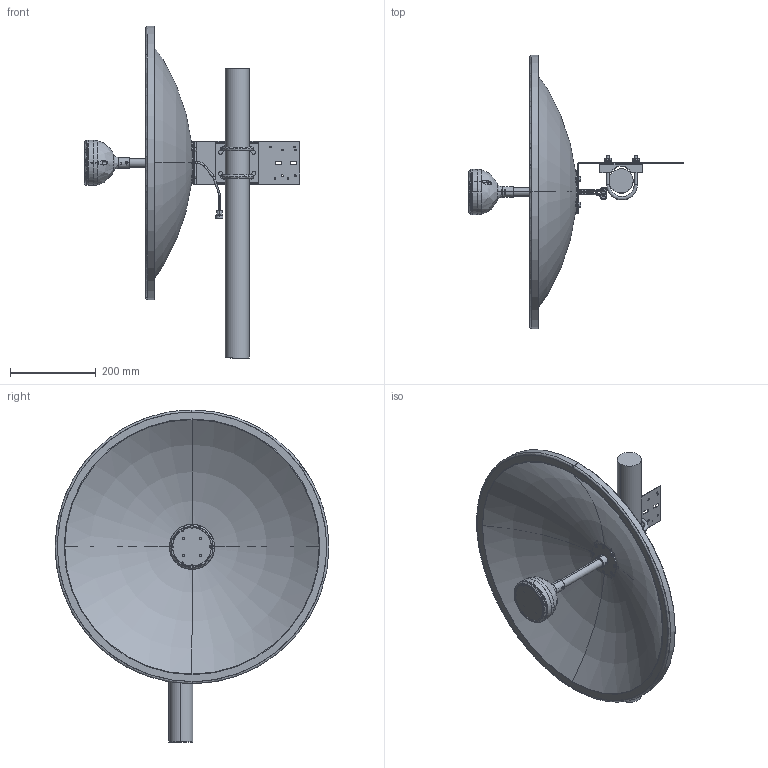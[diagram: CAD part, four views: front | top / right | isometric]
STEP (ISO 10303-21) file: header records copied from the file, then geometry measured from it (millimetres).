
FILE_DESCRIPTION (( 'STEP AP214' ), '1' );
FILE_NAME ('HG3342DP-24D_3D.step', '2023-02-13T16:53:20', ( '' ), ( '' ), 'SwSTEP 2.0', 'SolidWorks 2022', '' );
FILE_SCHEMA (( 'AUTOMOTIVE_DESIGN' ));
Length unit declared in the file: inch
Products named in the file (1): HG3342DP-24D_3D
Bounding box: 503.05 x 640 x 776.45 mm (x, y, z)
Volume: 2521293.2 mm3; surface area: 1148067.7 mm2
Topology: 34 solids, 34 shells, 1023 faces, 2499 edges, 1568 vertices
Faces by surface type: cylinder 384, plane 348, bspline 171, cone 109, torus 11
Entity records: 38276 total; most frequent: CARTESIAN_POINT 14169, ORIENTED_EDGE 4934, DIRECTION 4848, EDGE_CURVE 2467, AXIS2_PLACEMENT_3D 1898, VERTEX_POINT 1568, EDGE_LOOP 1249, LINE 1052
